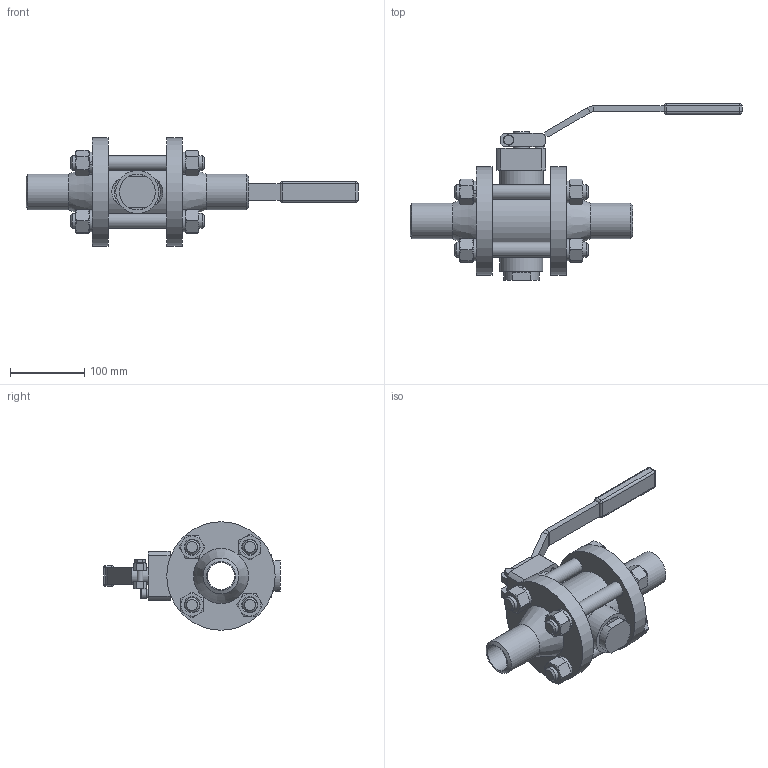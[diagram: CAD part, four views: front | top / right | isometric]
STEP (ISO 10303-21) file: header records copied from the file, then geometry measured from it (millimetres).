
FILE_DESCRIPTION(('STEP AP203'), '1');
FILE_NAME('埡39.320.040.000 - 扰鳧', '', ('UNSPECIFIED'), ('UNSPECIFIED'), 'ASCON STEP Converter 1.6', 'ASCON Math Kernel', '');
FILE_SCHEMA(('CONFIG_CONTROL_DESIGN'));
Length unit declared in the file: millimetre
Products named in the file (1): 埡39.320.040.000
Bounding box: 447.18 x 238 x 146 mm (x, y, z)
Volume: 1845280.3 mm3; surface area: 290326.9 mm2
Topology: 2 solids, 2 shells, 559 faces, 1322 edges, 801 vertices
Faces by surface type: plane 260, cone 159, cylinder 116, torus 11, sphere 10, bspline 3
Full cylindrical faces by diameter (mm): 6.647 x5, 8 x5, 9 x5, 13 x5, 14 x3, 15 x1, 20 x12, 22 x9, 24 x1, 25 x2, 34 x1, 37 x2, 37.16 x1, 40 x4, 44 x2, 48 x3, 58 x1, 59 x1, 86 x1, 146 x2
Entity records: 27220 total; most frequent: CARTESIAN_POINT 10680, DIRECTION 2474, ORIENTED_EDGE 2356, EDGE_CURVE 1178, AXIS2_PLACEMENT_3D 1058, VERTEX_POINT 796, EDGE_LOOP 772, FACE_BOUND 610
